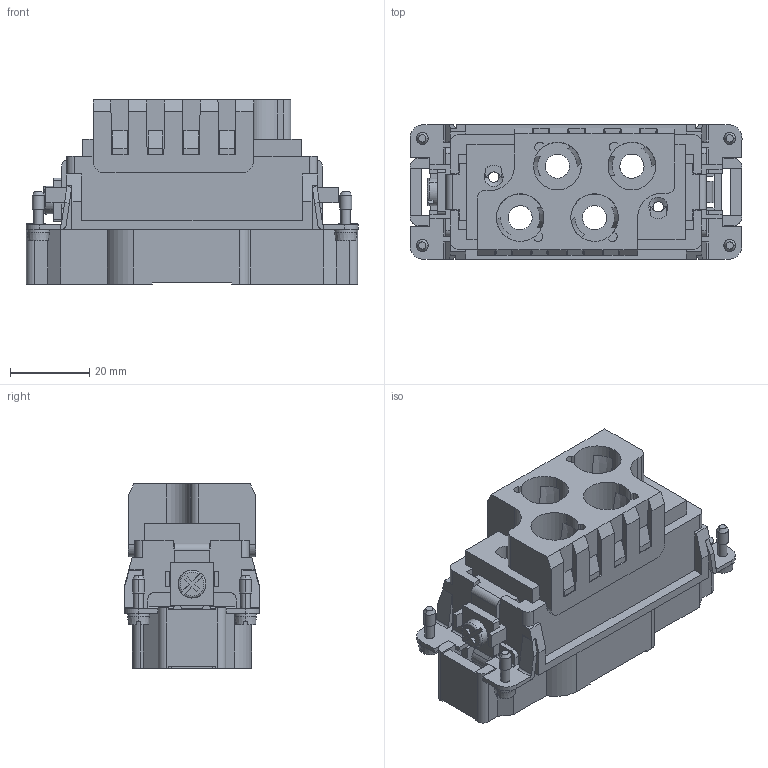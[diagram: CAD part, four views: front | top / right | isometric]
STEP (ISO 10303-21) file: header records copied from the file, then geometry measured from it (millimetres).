
FILE_DESCRIPTION(('Creo Elements/Direct Modeling STEP Export'),'2;1');
FILE_NAME('0ln7uvk5gu4i1l85432','2022-01-28T 9:08:13',(''),(''),'Creo Elements/Direct Modeling STEP processor for AP214 (Solid Model)','Creo Elements/Direct Modeling 20.1B 02-Apr-2019 (C) Parametric Technology GmbH','');
FILE_SCHEMA(('AUTOMOTIVE_DESIGN { 1 0 10303 214 1 1 1 1 }'));
Length unit declared in the file: millimetre
Products named in the file (2): RXCM_4-2
Assembly tree (1 placements, depth 2):
  RXCM_4-2
    RXCM_4-2
Bounding box: 83.7 x 34 x 46.5 mm (x, y, z)
Volume: 48355.3 mm3; surface area: 26781.2 mm2
Topology: 1 solids, 1 shells, 1003 faces, 2837 edges, 1865 vertices
Faces by surface type: plane 804, cylinder 169, cone 28, torus 2
Entity records: 39325 total; most frequent: CARTESIAN_POINT 5902, ORIENTED_EDGE 5674, DIRECTION 4751, EDGE_CURVE 2837, VECTOR 2283, LINE 2283, VERTEX_POINT 1865, AXIS2_PLACEMENT_3D 1234
